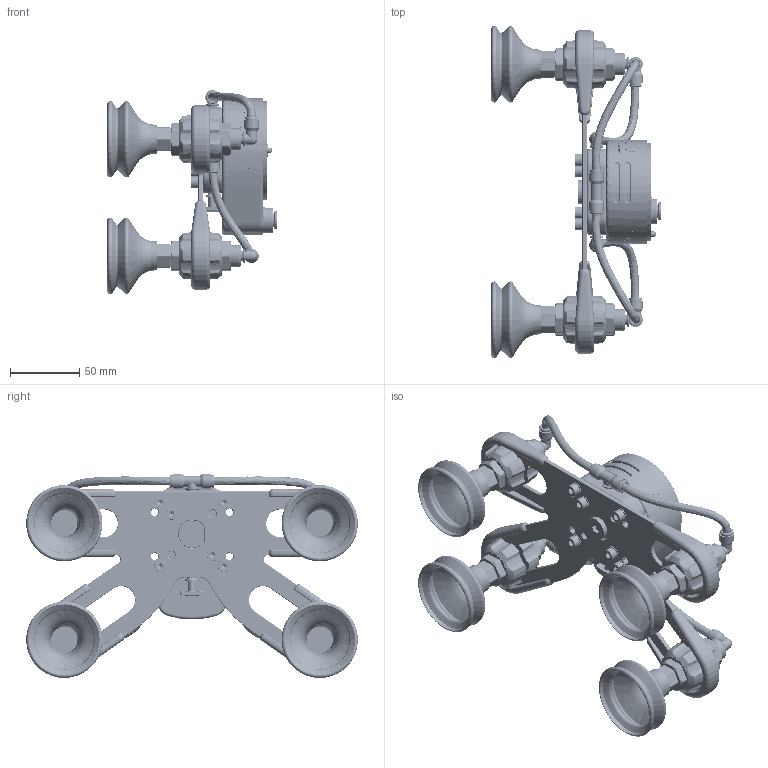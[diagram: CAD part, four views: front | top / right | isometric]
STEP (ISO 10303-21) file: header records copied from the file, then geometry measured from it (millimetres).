
FILE_DESCRIPTION (( 'STEP AP214' ), '1' );
FILE_NAME ('AirPick - ENSEMBLE 4 VENTOUSES TM.STEP', '2019-05-17T14:58:47', ( '' ), ( '' ), 'SwSTEP 2.0', 'SolidWorks 2019', '' );
FILE_SCHEMA (( 'AUTOMOTIVE_DESIGN' ));
Length unit declared in the file: millimetre
Products named in the file (3): AirPick; ENSEMBLE 4 VENTOUSES TM; AirPick - ENSEMBLE 4 VENTOUSES TM
Assembly tree (2 placements, depth 2):
  AirPick - ENSEMBLE 4 VENTOUSES TM
    ENSEMBLE 4 VENTOUSES TM
    AirPick
Bounding box: 122.03 x 238.99 x 146.98 mm (x, y, z)
Volume: 464300.7 mm3; surface area: 221322.4 mm2
Topology: 41 solids, 46 shells, 5277 faces, 13114 edges, 8049 vertices
Faces by surface type: bspline 1634, cylinder 1474, plane 1062, cone 718, torus 362, sphere 27
Entity records: 295411 total; most frequent: CARTESIAN_POINT 175070, ORIENTED_EDGE 25944, DIRECTION 19746, EDGE_CURVE 12972, AXIS2_PLACEMENT_3D 8063, VERTEX_POINT 8036, EDGE_LOOP 5638, FACE_OUTER_BOUND 5277
